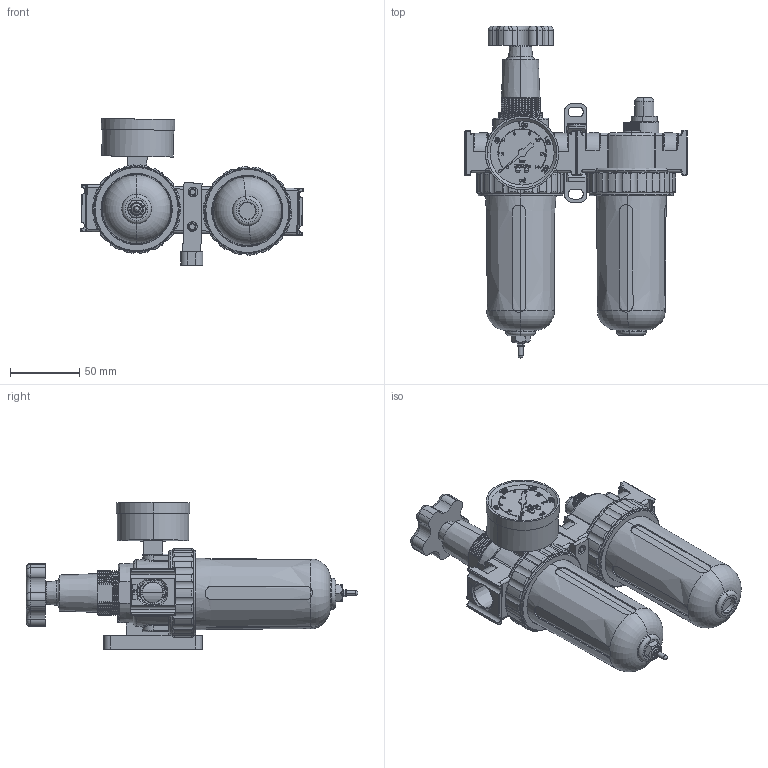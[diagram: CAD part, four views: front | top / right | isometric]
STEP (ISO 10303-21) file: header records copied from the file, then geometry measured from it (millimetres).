
FILE_DESCRIPTION (( 'STEP AP214' ), '1' );
FILE_NAME ('FRL834H.STEP', '2021-11-16T09:52:08', ( 'User' ), ( '' ), 'SwSTEP 2.0', 'SolidWorks 2014', '' );
FILE_SCHEMA (( 'AUTOMOTIVE_DESIGN' ));
Length unit declared in the file: millimetre
Products named in the file (43): F8004; 2-埋入式壓力錶; R8901(4分); L8013; F8003; F2117-1; F8002; 排水軸; FRL834H; R3010; R3002; FRL89; 內六角螺栓; C8044; L89; L8016; L8015; L8001; L50調油螺絲; FR89
Assembly tree (28 placements, depth 4):
  2-埋入式壓力錶
  F8003
  F2117-1
  F8002
  排水軸
Bounding box: 160.53 x 239.75 x 106.25 mm (x, y, z)
Volume: 388446.2 mm3; surface area: 241105.9 mm2
Topology: 20 solids, 20 shells, 2441 faces, 6197 edges, 3878 vertices
Faces by surface type: plane 848, cylinder 800, bspline 389, torus 237, cone 127, sphere 40
Entity records: 107588 total; most frequent: CARTESIAN_POINT 51398, ORIENTED_EDGE 11330, DIRECTION 9957, EDGE_CURVE 5665, AXIS2_PLACEMENT_3D 3625, VERTEX_POINT 3593, LINE 2707, VECTOR 2707
